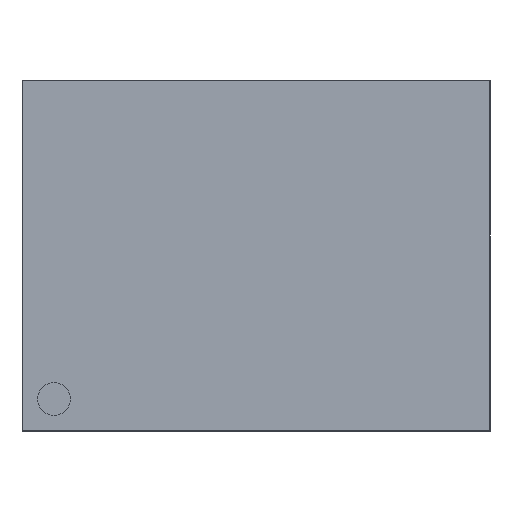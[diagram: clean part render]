
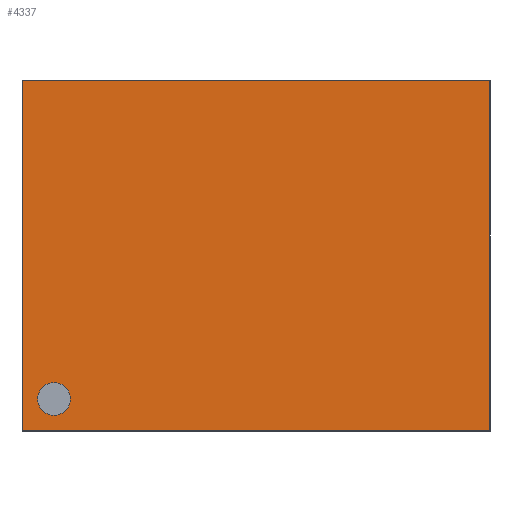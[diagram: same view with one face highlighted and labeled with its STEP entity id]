
A CAD part, top view. The second image highlights one B-rep face of the part: STEP entity #4337.
In plain terms, the highlighted planar face has unit normal (0, 0, 1).
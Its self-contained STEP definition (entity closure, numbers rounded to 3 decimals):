
#66 = DIRECTION ( 'NONE',  ( 0., 1., 0. ) ) ;
#279 = VECTOR ( 'NONE', #3102, 1000. ) ;
#308 = CARTESIAN_POINT ( 'NONE',  ( 0.799, 0.599, 0.8 ) ) ;
#387 = EDGE_CURVE ( 'NONE', #3122, #4531, #1687, .T. ) ;
#402 = VECTOR ( 'NONE', #66, 1000. ) ;
#501 = FACE_BOUND ( 'NONE', #4623, .T. ) ;
#604 = DIRECTION ( 'NONE',  ( -1., 0., 0. ) ) ;
#854 = PLANE ( 'NONE',  #1272 ) ;
#1087 = DIRECTION ( 'NONE',  ( 0., 0., 1. ) ) ;
#1138 = CARTESIAN_POINT ( 'NONE',  ( -0.799, -0.599, 0.8 ) ) ;
#1237 = CARTESIAN_POINT ( 'NONE',  ( -0.799, 0.599, 0.8 ) ) ;
#1272 = AXIS2_PLACEMENT_3D ( 'NONE', #4593, #2359, #4678 ) ;
#1277 = ORIENTED_EDGE ( 'NONE', *, *, #2878, .T. ) ;
#1309 = VERTEX_POINT ( 'NONE', #2263 ) ;
#1445 = ORIENTED_EDGE ( 'NONE', *, *, #1561, .T. ) ;
#1549 = AXIS2_PLACEMENT_3D ( 'NONE', #2694, #4193, #2331 ) ;
#1561 = EDGE_CURVE ( 'NONE', #4204, #4134, #2045, .T. ) ;
#1624 = CARTESIAN_POINT ( 'NONE',  ( -0.799, 0.599, 0.8 ) ) ;
#1687 = LINE ( 'NONE', #308, #2291 ) ;
#1936 = CARTESIAN_POINT ( 'NONE',  ( 0.799, -0.599, 0.8 ) ) ;
#2003 = LINE ( 'NONE', #1624, #279 ) ;
#2045 = LINE ( 'NONE', #3507, #2945 ) ;
#2188 = DIRECTION ( 'NONE',  ( 1., 0., 0. ) ) ;
#2243 = CARTESIAN_POINT ( 'NONE',  ( 0.799, 0.599, 0.8 ) ) ;
#2263 = CARTESIAN_POINT ( 'NONE',  ( -0.634, -0.49, 0.8 ) ) ;
#2291 = VECTOR ( 'NONE', #604, 1000. ) ;
#2331 = DIRECTION ( 'NONE',  ( 1., 0., 0. ) ) ;
#2359 = DIRECTION ( 'NONE',  ( 0., 0., 1. ) ) ;
#2372 = ORIENTED_EDGE ( 'NONE', *, *, #4674, .F. ) ;
#2549 = CIRCLE ( 'NONE', #4190, 0.056 ) ;
#2560 = DIRECTION ( 'NONE',  ( 1., 0., 0. ) ) ;
#2694 = CARTESIAN_POINT ( 'NONE',  ( -0.69, -0.49, 0.8 ) ) ;
#2878 = EDGE_CURVE ( 'NONE', #4134, #3122, #4127, .T. ) ;
#2911 = ORIENTED_EDGE ( 'NONE', *, *, #4493, .F. ) ;
#2926 = CARTESIAN_POINT ( 'NONE',  ( -0.69, -0.49, 0.8 ) ) ;
#2945 = VECTOR ( 'NONE', #2188, 1000. ) ;
#3102 = DIRECTION ( 'NONE',  ( 0., -1., 0. ) ) ;
#3122 = VERTEX_POINT ( 'NONE', #2243 ) ;
#3284 = ORIENTED_EDGE ( 'NONE', *, *, #4513, .T. ) ;
#3399 = CIRCLE ( 'NONE', #1549, 0.056 ) ;
#3507 = CARTESIAN_POINT ( 'NONE',  ( -0.799, -0.599, 0.8 ) ) ;
#3623 = VERTEX_POINT ( 'NONE', #4333 ) ;
#3886 = FACE_OUTER_BOUND ( 'NONE', #4321, .T. ) ;
#4127 = LINE ( 'NONE', #1936, #402 ) ;
#4134 = VERTEX_POINT ( 'NONE', #4796 ) ;
#4190 = AXIS2_PLACEMENT_3D ( 'NONE', #2926, #1087, #2560 ) ;
#4193 = DIRECTION ( 'NONE',  ( 0., 0., 1. ) ) ;
#4204 = VERTEX_POINT ( 'NONE', #1138 ) ;
#4321 = EDGE_LOOP ( 'NONE', ( #1445, #1277, #4487, #3284 ) ) ;
#4333 = CARTESIAN_POINT ( 'NONE',  ( -0.746, -0.49, 0.8 ) ) ;
#4337 = ADVANCED_FACE ( 'NONE', ( #501, #3886 ), #854, .T. ) ;
#4487 = ORIENTED_EDGE ( 'NONE', *, *, #387, .T. ) ;
#4493 = EDGE_CURVE ( 'NONE', #1309, #3623, #2549, .T. ) ;
#4513 = EDGE_CURVE ( 'NONE', #4531, #4204, #2003, .T. ) ;
#4531 = VERTEX_POINT ( 'NONE', #1237 ) ;
#4593 = CARTESIAN_POINT ( 'NONE',  ( 0., 0., 0.8 ) ) ;
#4623 = EDGE_LOOP ( 'NONE', ( #2911, #2372 ) ) ;
#4674 = EDGE_CURVE ( 'NONE', #3623, #1309, #3399, .T. ) ;
#4678 = DIRECTION ( 'NONE',  ( 1., 0., 0. ) ) ;
#4796 = CARTESIAN_POINT ( 'NONE',  ( 0.799, -0.599, 0.8 ) ) ;
